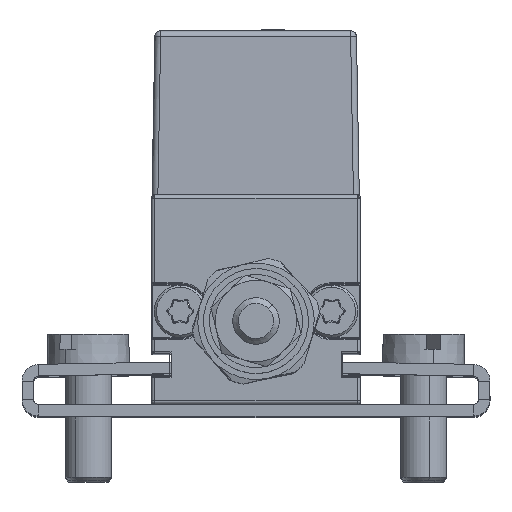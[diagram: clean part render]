
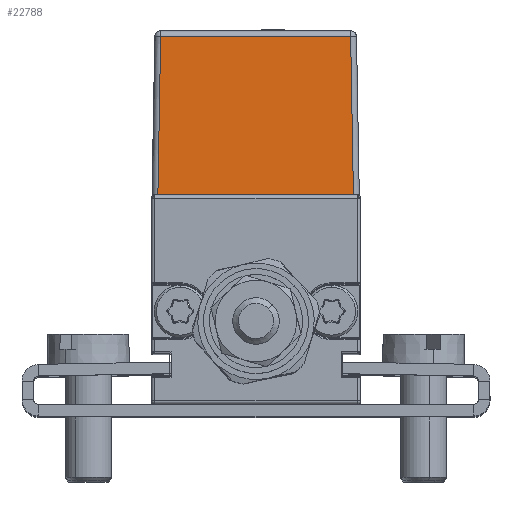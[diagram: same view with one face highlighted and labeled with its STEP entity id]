
A CAD part, top view. The second image highlights one B-rep face of the part: STEP entity #22788.
In plain terms, the highlighted planar face has unit normal (0, 0.018, 1).
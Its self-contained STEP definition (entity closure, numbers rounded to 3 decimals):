
#18191 = EDGE_LOOP ( 'NONE', ( #28719, #28691, #28671, #28666 ) ) ;
#18634 = VERTEX_POINT ( 'NONE', #36854 ) ;
#18636 = VERTEX_POINT ( 'NONE', #36856 ) ;
#18669 = VERTEX_POINT ( 'NONE', #36889 ) ;
#18673 = VERTEX_POINT ( 'NONE', #36893 ) ;
#22587 = EDGE_CURVE ( 'NONE', #18634, #18636, #37542, .T. ) ;
#22606 = EDGE_CURVE ( 'NONE', #18636, #18669, #37597, .T. ) ;
#22611 = EDGE_CURVE ( 'NONE', #18669, #18673, #37616, .T. ) ;
#22617 = EDGE_CURVE ( 'NONE', #18673, #18634, #37637, .T. ) ;
#22788 = ADVANCED_FACE ( 'NONE', ( #40508 ), #40511, .T. ) ;
#28666 = ORIENTED_EDGE ( 'NONE', *, *, #22606, .T. ) ;
#28671 = ORIENTED_EDGE ( 'NONE', *, *, #22587, .T. ) ;
#28691 = ORIENTED_EDGE ( 'NONE', *, *, #22617, .T. ) ;
#28719 = ORIENTED_EDGE ( 'NONE', *, *, #22611, .T. ) ;
#31297 = VECTOR ( 'NONE', #37544, 1000. ) ;
#31315 = VECTOR ( 'NONE', #37601, 1000. ) ;
#31323 = VECTOR ( 'NONE', #37620, 1000. ) ;
#31338 = VECTOR ( 'NONE', #37639, 1000. ) ;
#36854 = CARTESIAN_POINT ( 'NONE',  ( -8.189, 31.583, 82.547 ) ) ;
#36856 = CARTESIAN_POINT ( 'NONE',  ( -8.426, 18., 82.784 ) ) ;
#36889 = CARTESIAN_POINT ( 'NONE',  ( 8.366, 18., 82.784 ) ) ;
#36893 = CARTESIAN_POINT ( 'NONE',  ( 8.129, 31.583, 82.547 ) ) ;
#37542 = LINE ( 'NONE', #37543, #31297 ) ;
#37543 = CARTESIAN_POINT ( 'NONE',  ( -8.426, 17.991, 82.784 ) ) ;
#37544 = DIRECTION ( 'NONE',  ( -0.017, -1., 0.017 ) ) ;
#37593 = CARTESIAN_POINT ( 'NONE',  ( -8.929, 18., 82.784 ) ) ;
#37597 = LINE ( 'NONE', #37593, #31315 ) ;
#37601 = DIRECTION ( 'NONE',  ( 1., 0., 0. ) ) ;
#37602 = CARTESIAN_POINT ( 'NONE',  ( 8.36, 18.302, 82.779 ) ) ;
#37616 = LINE ( 'NONE', #37602, #31323 ) ;
#37620 = DIRECTION ( 'NONE',  ( -0.017, 1., -0.017 ) ) ;
#37637 = LINE ( 'NONE', #37638, #31338 ) ;
#37638 = CARTESIAN_POINT ( 'NONE',  ( -8.929, 31.583, 82.547 ) ) ;
#37639 = DIRECTION ( 'NONE',  ( -1., 0., 0. ) ) ;
#40045 = AXIS2_PLACEMENT_3D ( 'NONE', #40535, #40537, #40539 ) ;
#40508 = FACE_OUTER_BOUND ( 'NONE', #18191, .T. ) ;
#40511 = PLANE ( 'NONE',  #40045 ) ;
#40535 = CARTESIAN_POINT ( 'NONE',  ( -8.929, 18., 82.784 ) ) ;
#40537 = DIRECTION ( 'NONE',  ( 0., 0.017, 1. ) ) ;
#40539 = DIRECTION ( 'NONE',  ( 0., -1., 0.017 ) ) ;
